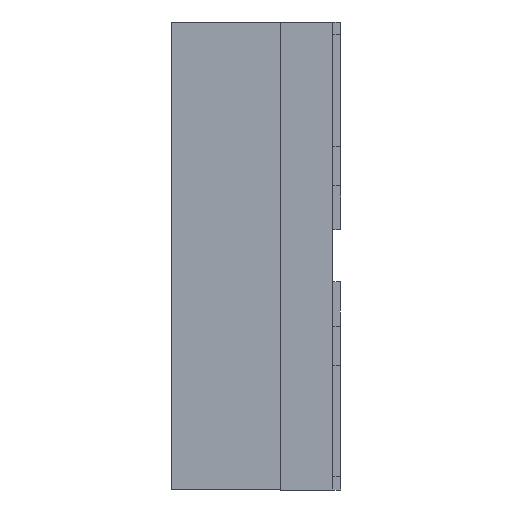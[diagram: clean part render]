
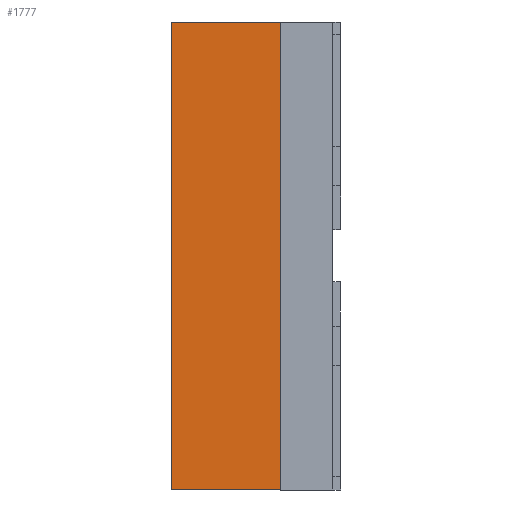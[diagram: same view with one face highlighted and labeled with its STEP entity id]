
A CAD part, left-side view. The second image highlights one B-rep face of the part: STEP entity #1777.
In plain terms, the highlighted planar face has unit normal (-1, 0, 0).
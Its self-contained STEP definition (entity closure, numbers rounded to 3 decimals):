
#153 = LINE ( 'NONE', #1078, #1120 ) ;
#185 = VECTOR ( 'NONE', #273, 1000. ) ;
#230 = VECTOR ( 'NONE', #816, 1000. ) ;
#273 = DIRECTION ( 'NONE',  ( 0., -1., 0. ) ) ;
#419 = EDGE_CURVE ( 'NONE', #432, #1414, #153, .T. ) ;
#432 = VERTEX_POINT ( 'NONE', #1901 ) ;
#452 = LINE ( 'NONE', #1222, #185 ) ;
#464 = ORIENTED_EDGE ( 'NONE', *, *, #655, .T. ) ;
#567 = ORIENTED_EDGE ( 'NONE', *, *, #1654, .T. ) ;
#580 = EDGE_LOOP ( 'NONE', ( #567, #1606, #1632, #464 ) ) ;
#645 = DIRECTION ( 'NONE',  ( 1., 0., 0. ) ) ;
#655 = EDGE_CURVE ( 'NONE', #432, #1850, #452, .T. ) ;
#816 = DIRECTION ( 'NONE',  ( 0., -1., 0. ) ) ;
#901 = LINE ( 'NONE', #1843, #230 ) ;
#910 = DIRECTION ( 'NONE',  ( 0., 0., 1. ) ) ;
#935 = DIRECTION ( 'NONE',  ( 0., 0., 1. ) ) ;
#974 = DIRECTION ( 'NONE',  ( 0., 0., -1. ) ) ;
#1078 = CARTESIAN_POINT ( 'NONE',  ( -0.9, 0.62, -0.9 ) ) ;
#1091 = CARTESIAN_POINT ( 'NONE',  ( -0.9, 0.62, 0.9 ) ) ;
#1120 = VECTOR ( 'NONE', #910, 1000. ) ;
#1222 = CARTESIAN_POINT ( 'NONE',  ( -0.9, 0.62, -0.9 ) ) ;
#1414 = VERTEX_POINT ( 'NONE', #1091 ) ;
#1472 = EDGE_CURVE ( 'NONE', #1414, #2216, #901, .T. ) ;
#1549 = AXIS2_PLACEMENT_3D ( 'NONE', #2342, #645, #974 ) ;
#1565 = CARTESIAN_POINT ( 'NONE',  ( -0.9, 0.2, 0.9 ) ) ;
#1568 = PLANE ( 'NONE',  #1549 ) ;
#1606 = ORIENTED_EDGE ( 'NONE', *, *, #1472, .F. ) ;
#1632 = ORIENTED_EDGE ( 'NONE', *, *, #419, .F. ) ;
#1654 = EDGE_CURVE ( 'NONE', #1850, #2216, #1914, .T. ) ;
#1675 = VECTOR ( 'NONE', #935, 1000. ) ;
#1777 = ADVANCED_FACE ( 'NONE', ( #1972 ), #1568, .F. ) ;
#1843 = CARTESIAN_POINT ( 'NONE',  ( -0.9, 0.62, 0.9 ) ) ;
#1850 = VERTEX_POINT ( 'NONE', #2404 ) ;
#1880 = CARTESIAN_POINT ( 'NONE',  ( -0.9, 0.2, -0.9 ) ) ;
#1901 = CARTESIAN_POINT ( 'NONE',  ( -0.9, 0.62, -0.9 ) ) ;
#1914 = LINE ( 'NONE', #1880, #1675 ) ;
#1972 = FACE_OUTER_BOUND ( 'NONE', #580, .T. ) ;
#2216 = VERTEX_POINT ( 'NONE', #1565 ) ;
#2342 = CARTESIAN_POINT ( 'NONE',  ( -0.9, 0.62, -0.9 ) ) ;
#2404 = CARTESIAN_POINT ( 'NONE',  ( -0.9, 0.2, -0.9 ) ) ;
